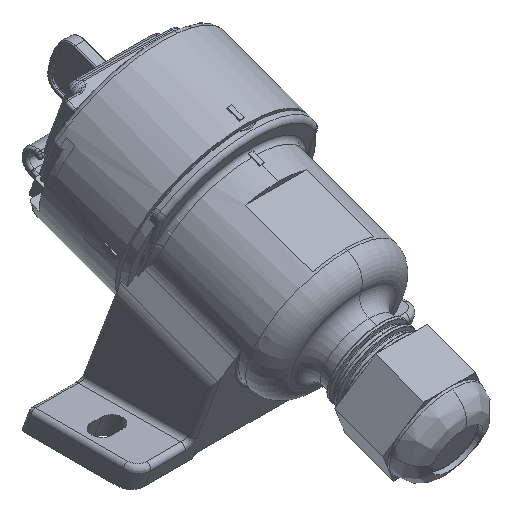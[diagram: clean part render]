
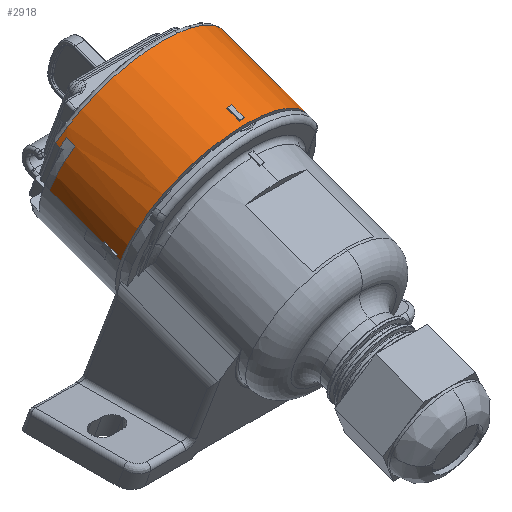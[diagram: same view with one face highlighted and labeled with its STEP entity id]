
A CAD part, isometric view. The second image highlights one B-rep face of the part: STEP entity #2918.
In plain terms, the highlighted cylindrical face has radius 20.9 mm (diameter 41.8 mm), a partial arc.
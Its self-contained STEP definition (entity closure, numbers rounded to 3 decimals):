
#2721=AXIS2_PLACEMENT_3D('Circle Axis2P3D',#2719,#2720,$) ;
#2751=AXIS2_PLACEMENT_3D('Cylinder Axis2P3D',#2748,#2749,#2750) ;
#2764=AXIS2_PLACEMENT_3D('Circle Axis2P3D',#2762,#2763,$) ;
#2778=AXIS2_PLACEMENT_3D('Circle Axis2P3D',#2776,#2777,$) ;
#2792=AXIS2_PLACEMENT_3D('Circle Axis2P3D',#2790,#2791,$) ;
#2820=AXIS2_PLACEMENT_3D('Circle Axis2P3D',#2818,#2819,$) ;
#2834=AXIS2_PLACEMENT_3D('Circle Axis2P3D',#2832,#2833,$) ;
#2839=AXIS2_PLACEMENT_3D('Circle Axis2P3D',#2837,#2838,$) ;
#2853=AXIS2_PLACEMENT_3D('Circle Axis2P3D',#2851,#2852,$) ;
#2886=AXIS2_PLACEMENT_3D('Circle Axis2P3D',#2884,#2885,$) ;
#2902=AXIS2_PLACEMENT_3D('Circle Axis2P3D',#2900,#2901,$) ;
#1344=CARTESIAN_POINT('Vertex',(51.41,72.475,47.132)) ;
#1347=CARTESIAN_POINT('Line Origine',(51.41,72.005,46.961)) ;
#1351=CARTESIAN_POINT('Vertex',(51.41,71.535,46.79)) ;
#2614=CARTESIAN_POINT('Vertex',(12.59,71.535,46.79)) ;
#2617=CARTESIAN_POINT('Line Origine',(12.59,72.005,46.961)) ;
#2621=CARTESIAN_POINT('Vertex',(12.59,72.475,47.132)) ;
#2719=CARTESIAN_POINT('Axis2P3D Location',(32.,75.126,39.849)) ;
#2748=CARTESIAN_POINT('Axis2P3D Location',(32.,76.066,40.191)) ;
#2753=CARTESIAN_POINT('Line Origine',(11.1,76.066,40.191)) ;
#2757=CARTESIAN_POINT('Vertex',(11.1,63.85,35.745)) ;
#2759=CARTESIAN_POINT('Vertex',(11.1,60.204,34.418)) ;
#2762=CARTESIAN_POINT('Axis2P3D Location',(32.,60.204,34.418)) ;
#2766=CARTESIAN_POINT('Vertex',(11.106,60.033,34.888)) ;
#2769=CARTESIAN_POINT('Line Origine',(11.106,75.895,40.661)) ;
#2773=CARTESIAN_POINT('Vertex',(11.106,57.213,33.862)) ;
#2776=CARTESIAN_POINT('Axis2P3D Location',(32.,57.384,33.392)) ;
#2780=CARTESIAN_POINT('Vertex',(11.1,57.384,33.392)) ;
#2783=CARTESIAN_POINT('Line Origine',(11.1,76.066,40.191)) ;
#2787=CARTESIAN_POINT('Vertex',(11.1,56.445,33.05)) ;
#2790=CARTESIAN_POINT('Axis2P3D Location',(32.,56.445,33.05)) ;
#2794=CARTESIAN_POINT('Vertex',(52.9,56.445,33.05)) ;
#2797=CARTESIAN_POINT('Line Origine',(52.9,76.066,40.191)) ;
#2801=CARTESIAN_POINT('Vertex',(52.9,59.151,34.035)) ;
#2804=CARTESIAN_POINT('Line Origine',(52.9,76.066,40.191)) ;
#2808=CARTESIAN_POINT('Vertex',(52.9,63.85,35.745)) ;
#2811=CARTESIAN_POINT('Line Origine',(52.9,76.066,40.191)) ;
#2815=CARTESIAN_POINT('Vertex',(52.9,72.307,38.823)) ;
#2818=CARTESIAN_POINT('Axis2P3D Location',(32.,72.307,38.823)) ;
#2822=CARTESIAN_POINT('Vertex',(50.565,69.023,47.844)) ;
#2825=CARTESIAN_POINT('Line Origine',(50.565,72.782,49.212)) ;
#2829=CARTESIAN_POINT('Vertex',(50.565,70.903,48.528)) ;
#2832=CARTESIAN_POINT('Axis2P3D Location',(32.,74.186,39.507)) ;
#2837=CARTESIAN_POINT('Axis2P3D Location',(32.,74.186,39.507)) ;
#2841=CARTESIAN_POINT('Vertex',(13.435,70.903,48.528)) ;
#2844=CARTESIAN_POINT('Line Origine',(13.435,72.782,49.212)) ;
#2848=CARTESIAN_POINT('Vertex',(13.435,69.023,47.844)) ;
#2851=CARTESIAN_POINT('Axis2P3D Location',(32.,72.307,38.823)) ;
#2855=CARTESIAN_POINT('Vertex',(11.1,72.307,38.823)) ;
#2858=CARTESIAN_POINT('Line Origine',(11.1,76.066,40.191)) ;
#2884=CARTESIAN_POINT('Axis2P3D Location',(32.,60.204,34.418)) ;
#2888=CARTESIAN_POINT('Vertex',(31.5,53.057,54.052)) ;
#2890=CARTESIAN_POINT('Vertex',(32.5,53.057,54.052)) ;
#2893=CARTESIAN_POINT('Line Origine',(32.5,68.919,59.825)) ;
#2897=CARTESIAN_POINT('Vertex',(32.5,50.238,53.026)) ;
#2900=CARTESIAN_POINT('Axis2P3D Location',(32.,57.384,33.392)) ;
#2904=CARTESIAN_POINT('Vertex',(31.5,50.238,53.026)) ;
#2907=CARTESIAN_POINT('Line Origine',(31.5,68.919,59.825)) ;
#1348=DIRECTION('Vector Direction',(0.,0.94,0.342)) ;
#2618=DIRECTION('Vector Direction',(0.,-0.94,-0.342)) ;
#2720=DIRECTION('Axis2P3D Direction',(0.,0.94,0.342)) ;
#2749=DIRECTION('Axis2P3D Direction',(0.,0.94,0.342)) ;
#2750=DIRECTION('Axis2P3D XDirection',(-1.,0.,0.)) ;
#2754=DIRECTION('Vector Direction',(0.,0.94,0.342)) ;
#2763=DIRECTION('Axis2P3D Direction',(0.,0.94,0.342)) ;
#2770=DIRECTION('Vector Direction',(0.,0.94,0.342)) ;
#2777=DIRECTION('Axis2P3D Direction',(0.,0.94,0.342)) ;
#2784=DIRECTION('Vector Direction',(0.,0.94,0.342)) ;
#2791=DIRECTION('Axis2P3D Direction',(0.,0.94,0.342)) ;
#2798=DIRECTION('Vector Direction',(0.,0.94,0.342)) ;
#2805=DIRECTION('Vector Direction',(0.,0.94,0.342)) ;
#2812=DIRECTION('Vector Direction',(0.,0.94,0.342)) ;
#2819=DIRECTION('Axis2P3D Direction',(0.,0.94,0.342)) ;
#2826=DIRECTION('Vector Direction',(0.,0.94,0.342)) ;
#2833=DIRECTION('Axis2P3D Direction',(0.,0.94,0.342)) ;
#2838=DIRECTION('Axis2P3D Direction',(0.,0.94,0.342)) ;
#2845=DIRECTION('Vector Direction',(0.,0.94,0.342)) ;
#2852=DIRECTION('Axis2P3D Direction',(0.,0.94,0.342)) ;
#2859=DIRECTION('Vector Direction',(0.,0.94,0.342)) ;
#2885=DIRECTION('Axis2P3D Direction',(0.,0.94,0.342)) ;
#2894=DIRECTION('Vector Direction',(0.,0.94,0.342)) ;
#2901=DIRECTION('Axis2P3D Direction',(0.,0.94,0.342)) ;
#2908=DIRECTION('Vector Direction',(0.,0.94,0.342)) ;
#1349=VECTOR('Line Direction',#1348,1.) ;
#2619=VECTOR('Line Direction',#2618,1.) ;
#2755=VECTOR('Line Direction',#2754,1.) ;
#2771=VECTOR('Line Direction',#2770,1.) ;
#2785=VECTOR('Line Direction',#2784,1.) ;
#2799=VECTOR('Line Direction',#2798,1.) ;
#2806=VECTOR('Line Direction',#2805,1.) ;
#2813=VECTOR('Line Direction',#2812,1.) ;
#2827=VECTOR('Line Direction',#2826,1.) ;
#2846=VECTOR('Line Direction',#2845,1.) ;
#2860=VECTOR('Line Direction',#2859,1.) ;
#2895=VECTOR('Line Direction',#2894,1.) ;
#2909=VECTOR('Line Direction',#2908,1.) ;
#2864=ORIENTED_EDGE('',*,*,#2761,.T.) ;
#2865=ORIENTED_EDGE('',*,*,#2768,.T.) ;
#2866=ORIENTED_EDGE('',*,*,#2775,.F.) ;
#2867=ORIENTED_EDGE('',*,*,#2782,.F.) ;
#2868=ORIENTED_EDGE('',*,*,#2789,.T.) ;
#2869=ORIENTED_EDGE('',*,*,#2796,.F.) ;
#2870=ORIENTED_EDGE('',*,*,#2803,.F.) ;
#2871=ORIENTED_EDGE('',*,*,#2810,.T.) ;
#2872=ORIENTED_EDGE('',*,*,#2817,.F.) ;
#2873=ORIENTED_EDGE('',*,*,#2824,.F.) ;
#2874=ORIENTED_EDGE('',*,*,#2831,.T.) ;
#2875=ORIENTED_EDGE('',*,*,#2836,.T.) ;
#2876=ORIENTED_EDGE('',*,*,#1353,.T.) ;
#2877=ORIENTED_EDGE('',*,*,#2723,.F.) ;
#2878=ORIENTED_EDGE('',*,*,#2623,.T.) ;
#2879=ORIENTED_EDGE('',*,*,#2843,.T.) ;
#2880=ORIENTED_EDGE('',*,*,#2850,.F.) ;
#2881=ORIENTED_EDGE('',*,*,#2857,.F.) ;
#2882=ORIENTED_EDGE('',*,*,#2862,.T.) ;
#2913=ORIENTED_EDGE('',*,*,#2892,.T.) ;
#2914=ORIENTED_EDGE('',*,*,#2899,.F.) ;
#2915=ORIENTED_EDGE('',*,*,#2906,.F.) ;
#2916=ORIENTED_EDGE('',*,*,#2911,.T.) ;
#2917=FACE_BOUND('',#2912,.T.) ;
#2918=ADVANCED_FACE('Hauptkoerper',(#2883,#2917),#2752,.T.) ;
#2722=CIRCLE('generated circle',#2721,20.9) ;
#2765=CIRCLE('generated circle',#2764,20.9) ;
#2779=CIRCLE('generated circle',#2778,20.9) ;
#2793=CIRCLE('generated circle',#2792,20.9) ;
#2821=CIRCLE('generated circle',#2820,20.9) ;
#2835=CIRCLE('generated circle',#2834,20.9) ;
#2840=CIRCLE('generated circle',#2839,20.9) ;
#2854=CIRCLE('generated circle',#2853,20.9) ;
#2887=CIRCLE('generated circle',#2886,20.9) ;
#2903=CIRCLE('generated circle',#2902,20.9) ;
#2752=CYLINDRICAL_SURFACE('generated cylinder',#2751,20.9) ;
#1353=EDGE_CURVE('',#1352,#1345,#1350,.T.) ;
#2623=EDGE_CURVE('',#2622,#2615,#2620,.T.) ;
#2723=EDGE_CURVE('',#2622,#1345,#2722,.T.) ;
#2761=EDGE_CURVE('',#2758,#2760,#2756,.F.) ;
#2768=EDGE_CURVE('',#2760,#2767,#2765,.T.) ;
#2775=EDGE_CURVE('',#2774,#2767,#2772,.T.) ;
#2782=EDGE_CURVE('',#2781,#2774,#2779,.T.) ;
#2789=EDGE_CURVE('',#2781,#2788,#2786,.F.) ;
#2796=EDGE_CURVE('',#2795,#2788,#2793,.F.) ;
#2803=EDGE_CURVE('',#2802,#2795,#2800,.F.) ;
#2810=EDGE_CURVE('',#2802,#2809,#2807,.T.) ;
#2817=EDGE_CURVE('',#2816,#2809,#2814,.F.) ;
#2824=EDGE_CURVE('',#2823,#2816,#2821,.T.) ;
#2831=EDGE_CURVE('',#2823,#2830,#2828,.T.) ;
#2836=EDGE_CURVE('',#2830,#1352,#2835,.T.) ;
#2843=EDGE_CURVE('',#2615,#2842,#2840,.T.) ;
#2850=EDGE_CURVE('',#2849,#2842,#2847,.T.) ;
#2857=EDGE_CURVE('',#2856,#2849,#2854,.T.) ;
#2862=EDGE_CURVE('',#2856,#2758,#2861,.F.) ;
#2892=EDGE_CURVE('',#2889,#2891,#2887,.T.) ;
#2899=EDGE_CURVE('',#2898,#2891,#2896,.T.) ;
#2906=EDGE_CURVE('',#2905,#2898,#2903,.T.) ;
#2911=EDGE_CURVE('',#2905,#2889,#2910,.T.) ;
#2863=EDGE_LOOP('',(#2864,#2865,#2866,#2867,#2868,#2869,#2870,#2871,#2872,#2873,#2874,#2875,#2876,#2877,#2878,#2879,#2880,#2881,#2882)) ;
#2912=EDGE_LOOP('',(#2913,#2914,#2915,#2916)) ;
#2883=FACE_OUTER_BOUND('',#2863,.T.) ;
#1350=LINE('Line',#1347,#1349) ;
#2620=LINE('Line',#2617,#2619) ;
#2756=LINE('Line',#2753,#2755) ;
#2772=LINE('Line',#2769,#2771) ;
#2786=LINE('Line',#2783,#2785) ;
#2800=LINE('Line',#2797,#2799) ;
#2807=LINE('Line',#2804,#2806) ;
#2814=LINE('Line',#2811,#2813) ;
#2828=LINE('Line',#2825,#2827) ;
#2847=LINE('Line',#2844,#2846) ;
#2861=LINE('Line',#2858,#2860) ;
#2896=LINE('Line',#2893,#2895) ;
#2910=LINE('Line',#2907,#2909) ;
#1345=VERTEX_POINT('',#1344) ;
#1352=VERTEX_POINT('',#1351) ;
#2615=VERTEX_POINT('',#2614) ;
#2622=VERTEX_POINT('',#2621) ;
#2758=VERTEX_POINT('',#2757) ;
#2760=VERTEX_POINT('',#2759) ;
#2767=VERTEX_POINT('',#2766) ;
#2774=VERTEX_POINT('',#2773) ;
#2781=VERTEX_POINT('',#2780) ;
#2788=VERTEX_POINT('',#2787) ;
#2795=VERTEX_POINT('',#2794) ;
#2802=VERTEX_POINT('',#2801) ;
#2809=VERTEX_POINT('',#2808) ;
#2816=VERTEX_POINT('',#2815) ;
#2823=VERTEX_POINT('',#2822) ;
#2830=VERTEX_POINT('',#2829) ;
#2842=VERTEX_POINT('',#2841) ;
#2849=VERTEX_POINT('',#2848) ;
#2856=VERTEX_POINT('',#2855) ;
#2889=VERTEX_POINT('',#2888) ;
#2891=VERTEX_POINT('',#2890) ;
#2898=VERTEX_POINT('',#2897) ;
#2905=VERTEX_POINT('',#2904) ;
